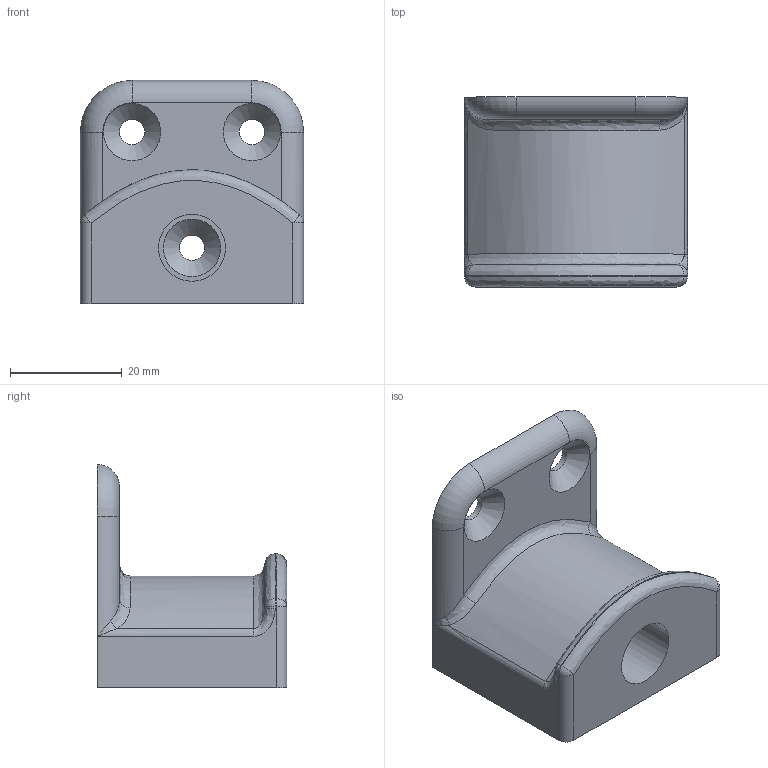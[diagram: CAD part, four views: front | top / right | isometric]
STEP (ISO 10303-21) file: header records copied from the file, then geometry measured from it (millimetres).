
FILE_DESCRIPTION(/* description */ (''),/* implementation_level */ '2;1');
FILE_NAME(/* name */ 'Simple headset mount v2.step',/* time_stamp */ '2021-07-21T06:26:35+01:00',/* author */ (''),/* organization */ (''),/* preprocessor_version */ 'ST-DEVELOPER v18.1',/* originating_system */ 'Autodesk Translation Framework v10.9.0.1377',/* authorisation */ '');
FILE_SCHEMA (('AUTOMOTIVE_DESIGN { 1 0 10303 214 3 1 1 }'));
Length unit declared in the file: millimetre
Products named in the file (1): Simple headset mount
Bounding box: 40 x 34 x 40 mm (x, y, z)
Volume: 24634.3 mm3; surface area: 7668 mm2
Topology: 1 solids, 1 shells, 44 faces, 98 edges, 55 vertices
Faces by surface type: bspline 16, cylinder 11, plane 8, sphere 4, cone 3, torus 2
Full cylindrical faces by diameter (mm): 4.5 x3, 12 x1
Entity records: 1764 total; most frequent: CARTESIAN_POINT 835, ORIENTED_EDGE 192, DIRECTION 167, EDGE_CURVE 96, AXIS2_PLACEMENT_3D 70, VERTEX_POINT 55, EDGE_LOOP 51, FACE_OUTER_BOUND 44
